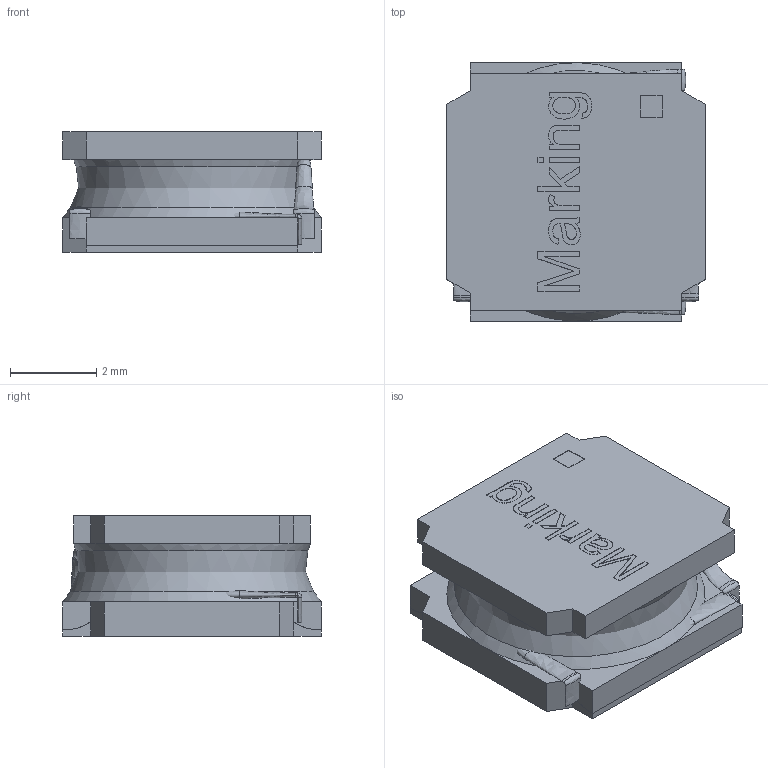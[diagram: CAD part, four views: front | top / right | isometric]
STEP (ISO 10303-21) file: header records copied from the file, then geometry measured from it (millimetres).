
FILE_DESCRIPTION( ( 'Unknown' ), '1' );
FILE_NAME( 'SWPA_6028S.stp', 'Unknown', ( 'Unknown' ), ( 'Unknown' ), 'PSStep 14.0', 'Unknown', ' ' );
FILE_SCHEMA( ( 'AUTOMOTIVE_DESIGN { 1 0 10303 214 1 1 1 1 }' ) );
Length unit declared in the file: millimetre
Products named in the file (5): Assem1; housing; contact; spule; Glue
Bounding box: 6 x 6 x 2.8 mm (x, y, z)
Surface area: 633.4 mm2
Topology: 9 solids, 9 shells, 292 faces, 708 edges, 460 vertices
Faces by surface type: plane 206, bspline 34, extrusion 32, cylinder 16, torus 4
Full cylindrical faces by diameter (mm): 4 x2
Entity records: 7622 total; most frequent: CARTESIAN_POINT 3441, ORIENTED_EDGE 680, DIRECTION 449, EDGE_CURVE 340, VERTEX_POINT 224, VECTOR 177, B_SPLINE_CURVE_WITH_KNOTS 174, EDGE_LOOP 162
